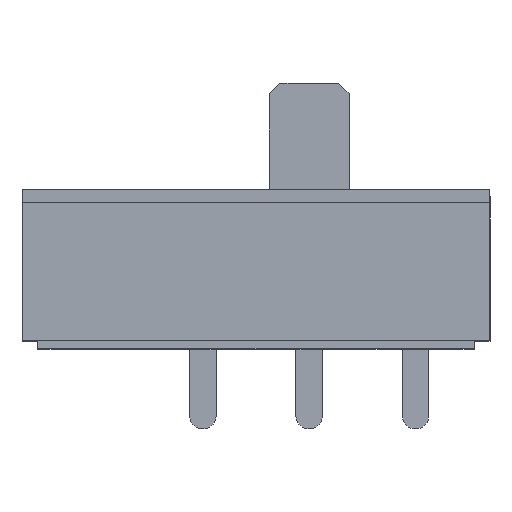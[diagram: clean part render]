
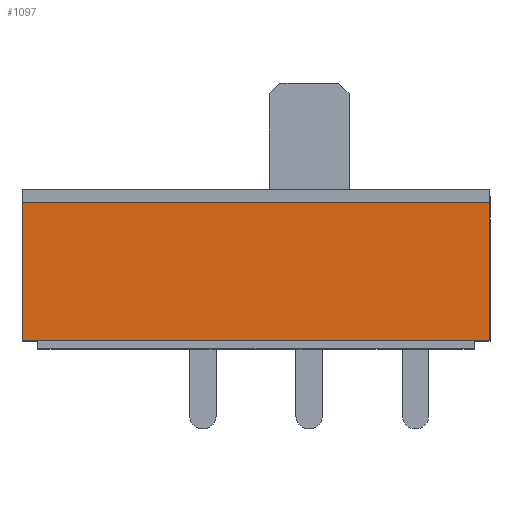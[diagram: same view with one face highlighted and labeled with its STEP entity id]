
A CAD part, top view. The second image highlights one B-rep face of the part: STEP entity #1097.
In plain terms, the highlighted planar face has unit normal (0, 0, 1).
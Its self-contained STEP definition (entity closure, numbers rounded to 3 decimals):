
#90 = CARTESIAN_POINT ( 'NONE',  ( -4.4, 1.375, 2.1 ) ) ;
#160 = CARTESIAN_POINT ( 'NONE',  ( 4.4, 1.375, 2.1 ) ) ;
#772 = VERTEX_POINT ( 'NONE', #160 ) ;
#787 = VERTEX_POINT ( 'NONE', #90 ) ;
#803 = VERTEX_POINT ( 'NONE', #3453 ) ;
#808 = VERTEX_POINT ( 'NONE', #2645 ) ;
#959 = EDGE_CURVE ( 'NONE', #803, #808, #3028, .T. ) ;
#1020 = EDGE_CURVE ( 'NONE', #1036, #1062, #3311, .T. ) ;
#1023 = EDGE_CURVE ( 'NONE', #808, #772, #3248, .T. ) ;
#1036 = VERTEX_POINT ( 'NONE', #3321 ) ;
#1051 = EDGE_LOOP ( 'NONE', ( #1052, #1090, #1099, #1091, #1092, #1098 ) ) ;
#1052 = ORIENTED_EDGE ( 'NONE', *, *, #1089, .T. ) ;
#1062 = VERTEX_POINT ( 'NONE', #3275 ) ;
#1089 = EDGE_CURVE ( 'NONE', #1062, #803, #3296, .T. ) ;
#1090 = ORIENTED_EDGE ( 'NONE', *, *, #959, .T. ) ;
#1091 = ORIENTED_EDGE ( 'NONE', *, *, #1117, .T. ) ;
#1092 = ORIENTED_EDGE ( 'NONE', *, *, #1123, .T. ) ;
#1097 = ADVANCED_FACE ( 'NONE', ( #3287 ), #3258, .T. ) ;
#1098 = ORIENTED_EDGE ( 'NONE', *, *, #1020, .T. ) ;
#1099 = ORIENTED_EDGE ( 'NONE', *, *, #1023, .T. ) ;
#1117 = EDGE_CURVE ( 'NONE', #772, #787, #3390, .T. ) ;
#1123 = EDGE_CURVE ( 'NONE', #787, #1036, #3399, .T. ) ;
#2645 = CARTESIAN_POINT ( 'NONE',  ( 4.4, -1.225, 2.1 ) ) ;
#3028 = LINE ( 'NONE', #3072, #3071 ) ;
#3060 = DIRECTION ( 'NONE',  ( 1., 0., 0. ) ) ;
#3071 = VECTOR ( 'NONE', #3060, 1000. ) ;
#3072 = CARTESIAN_POINT ( 'NONE',  ( 4.4, -1.225, 2.1 ) ) ;
#3244 = DIRECTION ( 'NONE',  ( 1., 0., 0. ) ) ;
#3245 = DIRECTION ( 'NONE',  ( 0., 0., 1. ) ) ;
#3246 = CARTESIAN_POINT ( 'NONE',  ( -4.4, -1.225, 2.1 ) ) ;
#3248 = LINE ( 'NONE', #3253, #3385 ) ;
#3253 = CARTESIAN_POINT ( 'NONE',  ( 4.4, -1.225, 2.1 ) ) ;
#3257 = AXIS2_PLACEMENT_3D ( 'NONE', #3246, #3245, #3244 ) ;
#3258 = PLANE ( 'NONE',  #3257 ) ;
#3275 = CARTESIAN_POINT ( 'NONE',  ( -4.15, -1.225, 2.1 ) ) ;
#3287 = FACE_OUTER_BOUND ( 'NONE', #1051, .T. ) ;
#3293 = DIRECTION ( 'NONE',  ( 1., 0., 0. ) ) ;
#3294 = VECTOR ( 'NONE', #3293, 1000. ) ;
#3295 = CARTESIAN_POINT ( 'NONE',  ( -4.4, -1.225, 2.1 ) ) ;
#3296 = LINE ( 'NONE', #3295, #3294 ) ;
#3303 = VECTOR ( 'NONE', #3346, 1000. ) ;
#3310 = CARTESIAN_POINT ( 'NONE',  ( 4.4, -1.225, 2.1 ) ) ;
#3311 = LINE ( 'NONE', #3310, #3303 ) ;
#3321 = CARTESIAN_POINT ( 'NONE',  ( -4.4, -1.225, 2.1 ) ) ;
#3346 = DIRECTION ( 'NONE',  ( 1., 0., 0. ) ) ;
#3348 = DIRECTION ( 'NONE',  ( 0., 1., 0. ) ) ;
#3385 = VECTOR ( 'NONE', #3348, 1000. ) ;
#3388 = VECTOR ( 'NONE', #3428, 1000. ) ;
#3389 = CARTESIAN_POINT ( 'NONE',  ( -4.4, 1.375, 2.1 ) ) ;
#3390 = LINE ( 'NONE', #3389, #3388 ) ;
#3399 = LINE ( 'NONE', #3426, #3425 ) ;
#3424 = DIRECTION ( 'NONE',  ( 0., -1., 0. ) ) ;
#3425 = VECTOR ( 'NONE', #3424, 1000. ) ;
#3426 = CARTESIAN_POINT ( 'NONE',  ( -4.4, -1.225, 2.1 ) ) ;
#3428 = DIRECTION ( 'NONE',  ( -1., 0., 0. ) ) ;
#3453 = CARTESIAN_POINT ( 'NONE',  ( 4.15, -1.225, 2.1 ) ) ;
